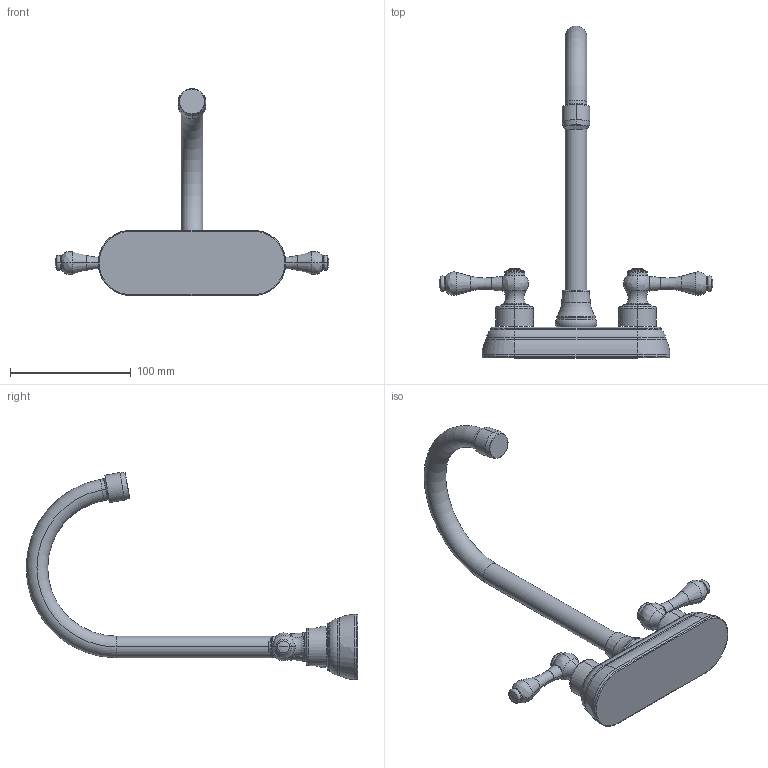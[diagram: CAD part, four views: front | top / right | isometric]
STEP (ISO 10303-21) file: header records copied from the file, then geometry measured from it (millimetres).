
FILE_DESCRIPTION((''),'2;1');
FILE_NAME('808','2021-05-11T11:53:46',('rsmith'),(''),'CREO PARAMETRIC BY PTC INC, 2018400','CREO PARAMETRIC BY PTC INC, 2018400','');
FILE_SCHEMA(('AUTOMOTIVE_DESIGN { 1 0 10303 214 1 1 1 1 }'));
Length unit declared in the file: inch
Products named in the file (1): 808
Bounding box: 226.72 x 275.08 x 171.72 mm (x, y, z)
Volume: 344478.3 mm3; surface area: 59710.5 mm2
Topology: 3 solids, 3 shells, 151 faces, 308 edges, 172 vertices
Faces by surface type: torus 58, cylinder 38, plane 23, cone 16, bspline 12, sphere 4
Entity records: 6592 total; most frequent: CARTESIAN_POINT 1109, DIRECTION 810, ORIENTED_EDGE 608, PRESENTATION_STYLE_ASSIGNMENT 456, AXIS2_PLACEMENT_3D 375, STYLED_ITEM 307, CURVE_STYLE 304, EDGE_CURVE 304
